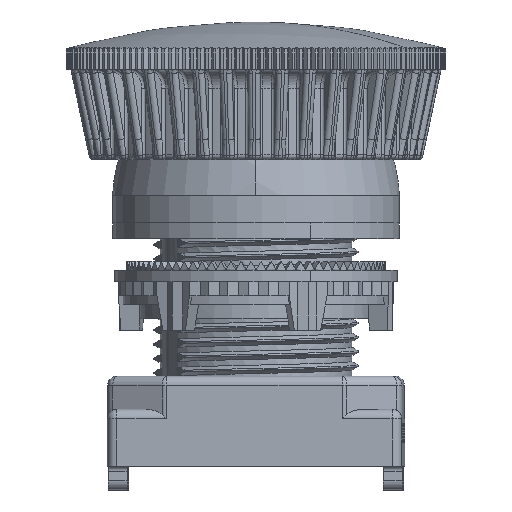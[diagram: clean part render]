
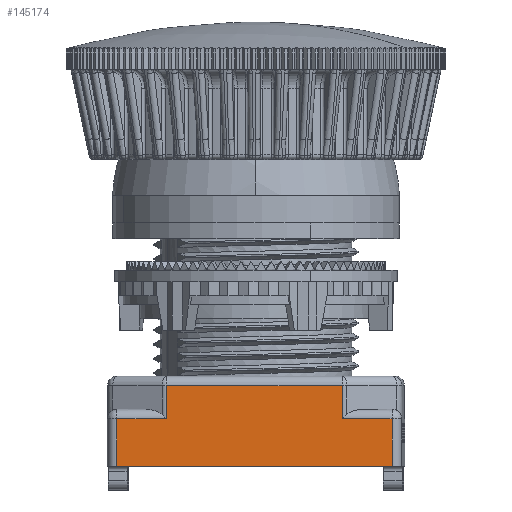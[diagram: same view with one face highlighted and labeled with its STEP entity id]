
A CAD part, left-side view. The second image highlights one B-rep face of the part: STEP entity #145174.
In plain terms, the highlighted face is planar.
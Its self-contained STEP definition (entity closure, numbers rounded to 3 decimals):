
#141610=DIRECTION('',(0.,0.,-1.));
#141611=VECTOR('',#141610,18.528);
#141612=CARTESIAN_POINT('',(-72.558,11.,24.764));
#141613=LINE('',#141612,#141611);
#141734=DIRECTION('',(0.,1.,0.));
#141735=VECTOR('',#141734,5.);
#141736=CARTESIAN_POINT('',(-72.558,2.5,30.));
#141737=LINE('',#141736,#141735);
#141741=DIRECTION('',(0.,0.,-1.));
#141742=VECTOR('',#141741,29.);
#141743=CARTESIAN_POINT('',(-72.558,2.5,30.));
#141744=LINE('',#141743,#141742);
#141748=DIRECTION('',(0.,0.,-1.));
#141749=VECTOR('',#141748,5.236);
#141750=CARTESIAN_POINT('',(-72.558,7.5,6.236));
#141751=LINE('',#141750,#141749);
#141786=DIRECTION('',(0.,-1.,0.));
#141787=VECTOR('',#141786,5.);
#141788=CARTESIAN_POINT('',(-72.558,7.5,1.));
#141789=LINE('',#141788,#141787);
#141832=DIRECTION('',(0.,-1.,0.));
#141833=VECTOR('',#141832,3.5);
#141834=CARTESIAN_POINT('',(-72.558,11.,6.236));
#141835=LINE('',#141834,#141833);
#141897=DIRECTION('',(0.,1.,0.));
#141898=VECTOR('',#141897,3.5);
#141899=CARTESIAN_POINT('',(-72.558,7.5,24.764));
#141900=LINE('',#141899,#141898);
#141936=DIRECTION('',(0.,0.,-1.));
#141937=VECTOR('',#141936,5.236);
#141938=CARTESIAN_POINT('',(-72.558,7.5,30.));
#141939=LINE('',#141938,#141937);
#142693=CARTESIAN_POINT('',(-72.558,7.5,30.));
#142694=VERTEX_POINT('',#142693);
#142695=CARTESIAN_POINT('',(-72.558,2.5,30.));
#142696=VERTEX_POINT('',#142695);
#142703=CARTESIAN_POINT('',(-72.558,2.5,1.));
#142704=VERTEX_POINT('',#142703);
#142731=CARTESIAN_POINT('',(-72.558,7.5,1.));
#142732=VERTEX_POINT('',#142731);
#142740=CARTESIAN_POINT('',(-72.558,11.,6.236));
#142741=CARTESIAN_POINT('',(-72.558,7.5,6.236));
#142742=VERTEX_POINT('',#142740);
#142743=VERTEX_POINT('',#142741);
#142744=CARTESIAN_POINT('',(-72.558,11.,24.764));
#142745=VERTEX_POINT('',#142744);
#142746=CARTESIAN_POINT('',(-72.558,7.5,24.764));
#142747=VERTEX_POINT('',#142746);
#145154=CARTESIAN_POINT('',(-72.558,12.,0.));
#145155=DIRECTION('',(-1.,0.,0.));
#145156=DIRECTION('',(0.,-1.,0.));
#145157=AXIS2_PLACEMENT_3D('',#145154,#145155,#145156);
#145158=PLANE('',#145157);
#145160=ORIENTED_EDGE('',*,*,#145159,.F.);
#145162=ORIENTED_EDGE('',*,*,#145161,.F.);
#145163=ORIENTED_EDGE('',*,*,#144998,.F.);
#145165=ORIENTED_EDGE('',*,*,#145164,.F.);
#145167=ORIENTED_EDGE('',*,*,#145166,.F.);
#145168=ORIENTED_EDGE('',*,*,#145142,.F.);
#145169=ORIENTED_EDGE('',*,*,#144180,.T.);
#145171=ORIENTED_EDGE('',*,*,#145170,.F.);
#145172=EDGE_LOOP('',(#145160,#145162,#145163,#145165,#145167,#145168,#145169,
#145171));
#145173=FACE_OUTER_BOUND('',#145172,.F.);
#144180=EDGE_CURVE('',#142696,#142704,#141744,.T.);
#144998=EDGE_CURVE('',#142745,#142742,#141613,.T.);
#145142=EDGE_CURVE('',#142696,#142694,#141737,.T.);
#145159=EDGE_CURVE('',#142743,#142732,#141751,.T.);
#145161=EDGE_CURVE('',#142742,#142743,#141835,.T.);
#145164=EDGE_CURVE('',#142747,#142745,#141900,.T.);
#145166=EDGE_CURVE('',#142694,#142747,#141939,.T.);
#145170=EDGE_CURVE('',#142732,#142704,#141789,.T.);
#145174=ADVANCED_FACE('',(#145173),#145158,.T.);
